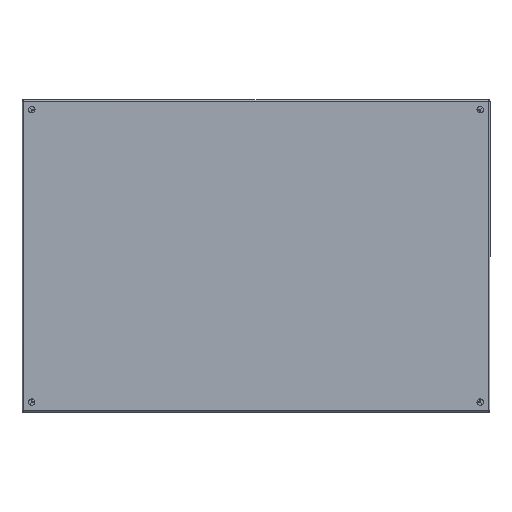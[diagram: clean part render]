
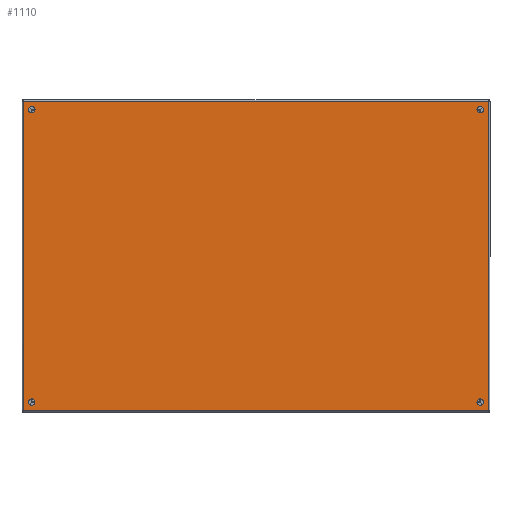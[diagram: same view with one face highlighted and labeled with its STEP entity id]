
A CAD part, top view. The second image highlights one B-rep face of the part: STEP entity #1110.
In plain terms, the highlighted face is planar.
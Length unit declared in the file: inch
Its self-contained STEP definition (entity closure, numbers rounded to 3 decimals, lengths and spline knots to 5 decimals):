
#146 = CARTESIAN_POINT ( 'NONE',  ( 0., 35., 11.25 ) ) ;
#1030 = DIRECTION ( 'NONE',  ( 0., 1., 0. ) ) ;
#1110 = ADVANCED_FACE ( 'NONE', ( #12596, #46646, #27807, #19834, #19595 ), #35059, .F. ) ;
#1232 = DIRECTION ( 'NONE',  ( -1., 0., 0. ) ) ;
#1654 = EDGE_CURVE ( 'NONE', #13367, #22010, #14166, .T. ) ;
#2282 = AXIS2_PLACEMENT_3D ( 'NONE', #5041, #39061, #1030 ) ;
#2348 = VERTEX_POINT ( 'NONE', #27380 ) ;
#2359 = VERTEX_POINT ( 'NONE', #40686 ) ;
#4199 = EDGE_LOOP ( 'NONE', ( #40024, #10409, #19409, #23411 ) ) ;
#4224 = EDGE_CURVE ( 'NONE', #16518, #27649, #20157, .T. ) ;
#4789 = CARTESIAN_POINT ( 'NONE',  ( 0., 0.072, 11.892 ) ) ;
#5041 = CARTESIAN_POINT ( 'NONE',  ( 0., 35.25, 11.25 ) ) ;
#5167 = CARTESIAN_POINT ( 'NONE',  ( 0., 0.5, -11.25 ) ) ;
#5595 = ORIENTED_EDGE ( 'NONE', *, *, #1654, .F. ) ;
#7097 = CARTESIAN_POINT ( 'NONE',  ( 0., 0.108, 11.928 ) ) ;
#7715 = CARTESIAN_POINT ( 'NONE',  ( 0., 35.25, 11.25 ) ) ;
#7881 = DIRECTION ( 'NONE',  ( -1., 0., 0. ) ) ;
#8051 = EDGE_CURVE ( 'NONE', #2348, #25887, #16432, .T. ) ;
#8117 = CARTESIAN_POINT ( 'NONE',  ( 0., 35.25, -11.25 ) ) ;
#8125 = EDGE_CURVE ( 'NONE', #10274, #38158, #29181, .T. ) ;
#8613 = DIRECTION ( 'NONE',  ( 0., 1., 0. ) ) ;
#9056 = CARTESIAN_POINT ( 'NONE',  ( 0., 35.5, -11.25 ) ) ;
#10274 = VERTEX_POINT ( 'NONE', #39591 ) ;
#10409 = ORIENTED_EDGE ( 'NONE', *, *, #24052, .F. ) ;
#10443 = CARTESIAN_POINT ( 'NONE',  ( 0., 35.5, 11.25 ) ) ;
#10448 = DIRECTION ( 'NONE',  ( -1., 0., 0. ) ) ;
#11141 = CARTESIAN_POINT ( 'NONE',  ( 0., 1., 11.25 ) ) ;
#11784 = VERTEX_POINT ( 'NONE', #35917 ) ;
#12596 = FACE_BOUND ( 'NONE', #34090, .T. ) ;
#13336 = DIRECTION ( 'NONE',  ( 0., -1., 0. ) ) ;
#13367 = VERTEX_POINT ( 'NONE', #9056 ) ;
#14166 = CIRCLE ( 'NONE', #46196, 0.25 ) ;
#14485 = EDGE_CURVE ( 'NONE', #25887, #2348, #33566, .T. ) ;
#14691 = ORIENTED_EDGE ( 'NONE', *, *, #8051, .F. ) ;
#15542 = LINE ( 'NONE', #4789, #23334 ) ;
#16432 = CIRCLE ( 'NONE', #44407, 0.25 ) ;
#16518 = VERTEX_POINT ( 'NONE', #10443 ) ;
#16566 = DIRECTION ( 'NONE',  ( -1., 0., 0. ) ) ;
#16994 = EDGE_CURVE ( 'NONE', #2359, #48010, #44227, .T. ) ;
#17491 = CARTESIAN_POINT ( 'NONE',  ( 0., 0.75, 11.25 ) ) ;
#19059 = DIRECTION ( 'NONE',  ( 0., 1., 0. ) ) ;
#19409 = ORIENTED_EDGE ( 'NONE', *, *, #23251, .F. ) ;
#19595 = FACE_BOUND ( 'NONE', #20029, .T. ) ;
#19834 = FACE_BOUND ( 'NONE', #31405, .T. ) ;
#20029 = EDGE_LOOP ( 'NONE', ( #5595, #45085 ) ) ;
#20157 = CIRCLE ( 'NONE', #36945, 0.25 ) ;
#20273 = DIRECTION ( 'NONE',  ( 0., -1., 0. ) ) ;
#21409 = DIRECTION ( 'NONE',  ( 0., 1., 0. ) ) ;
#22010 = VERTEX_POINT ( 'NONE', #28807 ) ;
#22399 = AXIS2_PLACEMENT_3D ( 'NONE', #17491, #10448, #44302 ) ;
#22962 = DIRECTION ( 'NONE',  ( 0., 1., 0. ) ) ;
#23235 = DIRECTION ( 'NONE',  ( 0., 1., 0. ) ) ;
#23251 = EDGE_CURVE ( 'NONE', #48010, #11784, #23783, .T. ) ;
#23334 = VECTOR ( 'NONE', #20273, 39.37008 ) ;
#23343 = AXIS2_PLACEMENT_3D ( 'NONE', #32527, #16566, #24293 ) ;
#23411 = ORIENTED_EDGE ( 'NONE', *, *, #16994, .F. ) ;
#23564 = VECTOR ( 'NONE', #27474, 39.37008 ) ;
#23738 = CARTESIAN_POINT ( 'NONE',  ( 0., 35.25, -11.25 ) ) ;
#23783 = LINE ( 'NONE', #31527, #23564 ) ;
#23983 = ORIENTED_EDGE ( 'NONE', *, *, #31509, .F. ) ;
#24052 = EDGE_CURVE ( 'NONE', #11784, #38217, #15542, .T. ) ;
#24293 = DIRECTION ( 'NONE',  ( 0., 1., 0. ) ) ;
#25354 = DIRECTION ( 'NONE',  ( 0., 0., -1. ) ) ;
#25887 = VERTEX_POINT ( 'NONE', #11141 ) ;
#26520 = CARTESIAN_POINT ( 'NONE',  ( 0., 0.75, -11.25 ) ) ;
#27380 = CARTESIAN_POINT ( 'NONE',  ( 0., 0.5, 11.25 ) ) ;
#27474 = DIRECTION ( 'NONE',  ( 0., 0., 1. ) ) ;
#27608 = CARTESIAN_POINT ( 'NONE',  ( 0., 0.108, 11.892 ) ) ;
#27649 = VERTEX_POINT ( 'NONE', #146 ) ;
#27807 = FACE_BOUND ( 'NONE', #34832, .T. ) ;
#28581 = CIRCLE ( 'NONE', #2282, 0.25 ) ;
#28807 = CARTESIAN_POINT ( 'NONE',  ( 0., 35., -11.25 ) ) ;
#28941 = EDGE_CURVE ( 'NONE', #27649, #16518, #28581, .T. ) ;
#29056 = DIRECTION ( 'NONE',  ( 1., 0., 0. ) ) ;
#29181 = CIRCLE ( 'NONE', #46918, 0.25 ) ;
#29516 = EDGE_CURVE ( 'NONE', #38217, #2359, #29852, .T. ) ;
#29852 = LINE ( 'NONE', #7097, #33493 ) ;
#31167 = EDGE_CURVE ( 'NONE', #22010, #13367, #34432, .T. ) ;
#31405 = EDGE_LOOP ( 'NONE', ( #38950, #23983 ) ) ;
#31509 = EDGE_CURVE ( 'NONE', #38158, #10274, #33687, .T. ) ;
#31527 = CARTESIAN_POINT ( 'NONE',  ( 0., 35.892, 11.928 ) ) ;
#32527 = CARTESIAN_POINT ( 'NONE',  ( 0., 0.75, -11.25 ) ) ;
#33493 = VECTOR ( 'NONE', #25354, 39.37008 ) ;
#33566 = CIRCLE ( 'NONE', #22399, 0.25 ) ;
#33654 = AXIS2_PLACEMENT_3D ( 'NONE', #8117, #7881, #8613 ) ;
#33687 = CIRCLE ( 'NONE', #23343, 0.25 ) ;
#33775 = CARTESIAN_POINT ( 'NONE',  ( 0., 0.75, 11.25 ) ) ;
#34090 = EDGE_LOOP ( 'NONE', ( #43646, #14691 ) ) ;
#34432 = CIRCLE ( 'NONE', #33654, 0.25 ) ;
#34832 = EDGE_LOOP ( 'NONE', ( #49293, #37110 ) ) ;
#35059 = PLANE ( 'NONE',  #40210 ) ;
#35569 = CARTESIAN_POINT ( 'NONE',  ( 0., 0.072, 11.928 ) ) ;
#35917 = CARTESIAN_POINT ( 'NONE',  ( 0., 35.892, 11.892 ) ) ;
#36945 = AXIS2_PLACEMENT_3D ( 'NONE', #7715, #49231, #22962 ) ;
#37110 = ORIENTED_EDGE ( 'NONE', *, *, #28941, .F. ) ;
#38158 = VERTEX_POINT ( 'NONE', #5167 ) ;
#38217 = VERTEX_POINT ( 'NONE', #27608 ) ;
#38350 = CARTESIAN_POINT ( 'NONE',  ( 0., 35.892, -11.892 ) ) ;
#38950 = ORIENTED_EDGE ( 'NONE', *, *, #8125, .F. ) ;
#39061 = DIRECTION ( 'NONE',  ( -1., 0., 0. ) ) ;
#39591 = CARTESIAN_POINT ( 'NONE',  ( 0., 1., -11.25 ) ) ;
#40024 = ORIENTED_EDGE ( 'NONE', *, *, #29516, .F. ) ;
#40210 = AXIS2_PLACEMENT_3D ( 'NONE', #35569, #29056, #13336 ) ;
#40686 = CARTESIAN_POINT ( 'NONE',  ( 0., 0.108, -11.892 ) ) ;
#41865 = DIRECTION ( 'NONE',  ( -1., 0., 0. ) ) ;
#42068 = VECTOR ( 'NONE', #21409, 39.37008 ) ;
#42122 = DIRECTION ( 'NONE',  ( -1., 0., 0. ) ) ;
#43646 = ORIENTED_EDGE ( 'NONE', *, *, #14485, .F. ) ;
#44227 = LINE ( 'NONE', #44947, #42068 ) ;
#44302 = DIRECTION ( 'NONE',  ( 0., 1., 0. ) ) ;
#44407 = AXIS2_PLACEMENT_3D ( 'NONE', #33775, #42122, #46356 ) ;
#44947 = CARTESIAN_POINT ( 'NONE',  ( 0., 0.072, -11.892 ) ) ;
#45085 = ORIENTED_EDGE ( 'NONE', *, *, #31167, .F. ) ;
#46196 = AXIS2_PLACEMENT_3D ( 'NONE', #23738, #1232, #23235 ) ;
#46356 = DIRECTION ( 'NONE',  ( 0., 1., 0. ) ) ;
#46646 = FACE_OUTER_BOUND ( 'NONE', #4199, .T. ) ;
#46918 = AXIS2_PLACEMENT_3D ( 'NONE', #26520, #41865, #19059 ) ;
#48010 = VERTEX_POINT ( 'NONE', #38350 ) ;
#49231 = DIRECTION ( 'NONE',  ( -1., 0., 0. ) ) ;
#49293 = ORIENTED_EDGE ( 'NONE', *, *, #4224, .F. ) ;
